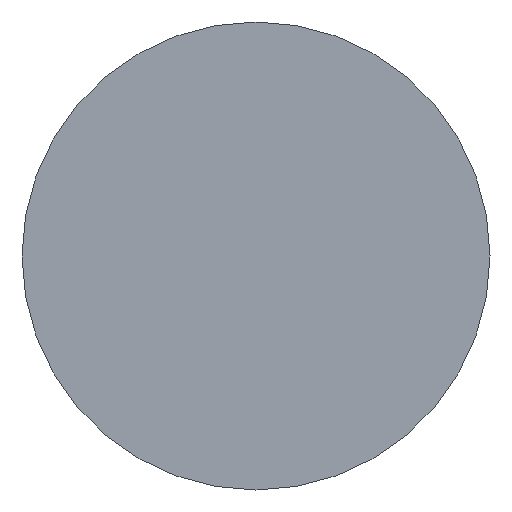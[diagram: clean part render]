
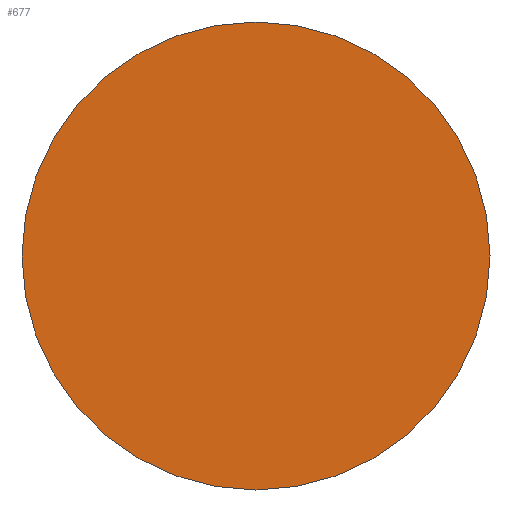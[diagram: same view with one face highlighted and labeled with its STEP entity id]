
A CAD part, front view. The second image highlights one B-rep face of the part: STEP entity #677.
In plain terms, the highlighted planar face has unit normal (0, -1, 0).
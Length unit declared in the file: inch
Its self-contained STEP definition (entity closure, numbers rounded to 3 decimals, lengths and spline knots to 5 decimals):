
#2 = CIRCLE ( 'NONE', #4, 0.0275 ) ;
#3 = CARTESIAN_POINT ( 'NONE',  ( 0., 0., 0. ) ) ;
#4 = AXIS2_PLACEMENT_3D ( 'NONE', #3, #6, #8 ) ;
#6 = DIRECTION ( 'NONE',  ( 0., 1., 0. ) ) ;
#8 = DIRECTION ( 'NONE',  ( 0., 0., -1. ) ) ;
#10 = DIRECTION ( 'NONE',  ( 0., 0., -1. ) ) ;
#11 = AXIS2_PLACEMENT_3D ( 'NONE', #34, #39, #10 ) ;
#34 = CARTESIAN_POINT ( 'NONE',  ( 0., 0., 0. ) ) ;
#35 = CIRCLE ( 'NONE', #11, 0.0275 ) ;
#39 = DIRECTION ( 'NONE',  ( 0., -1., 0. ) ) ;
#618 = CARTESIAN_POINT ( 'NONE',  ( 0., 0., -0.0275 ) ) ;
#663 = EDGE_LOOP ( 'NONE', ( #667, #708 ) ) ;
#666 = VERTEX_POINT ( 'NONE', #1809 ) ;
#667 = ORIENTED_EDGE ( 'NONE', *, *, #706, .F. ) ;
#677 = ADVANCED_FACE ( 'NONE', ( #1842 ), #2310, .T. ) ;
#691 = VERTEX_POINT ( 'NONE', #618 ) ;
#706 = EDGE_CURVE ( 'NONE', #666, #691, #2, .T. ) ;
#708 = ORIENTED_EDGE ( 'NONE', *, *, #720, .T. ) ;
#720 = EDGE_CURVE ( 'NONE', #666, #691, #35, .T. ) ;
#1809 = CARTESIAN_POINT ( 'NONE',  ( 0., 0., 0.0275 ) ) ;
#1842 = FACE_OUTER_BOUND ( 'NONE', #663, .T. ) ;
#2309 = DIRECTION ( 'NONE',  ( 0., -1., 0. ) ) ;
#2310 = PLANE ( 'NONE',  #2312 ) ;
#2311 = CARTESIAN_POINT ( 'NONE',  ( 0., 0., 0. ) ) ;
#2312 = AXIS2_PLACEMENT_3D ( 'NONE', #2311, #2309, #2317 ) ;
#2317 = DIRECTION ( 'NONE',  ( 0., 0., -1. ) ) ;
